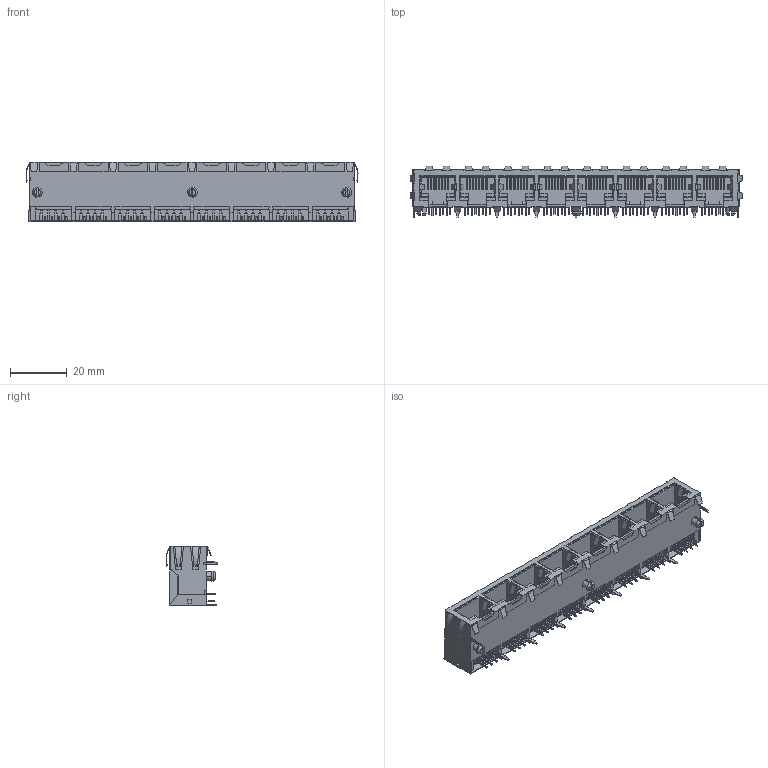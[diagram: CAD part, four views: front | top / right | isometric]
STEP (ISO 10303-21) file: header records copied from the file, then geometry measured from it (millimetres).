
FILE_DESCRIPTION((''),'2;1');
FILE_NAME('432238182','2019-02-27T',('gga'),(''),'PRO/ENGINEER BY PARAMETRIC TECHNOLOGY CORPORATION, 2016010','PRO/ENGINEER BY PARAMETRIC TECHNOLOGY CORPORATION, 2016010','');
FILE_SCHEMA(('CONFIG_CONTROL_DESIGN'));
Products named in the file (1): 432238182
Bounding box: 117.52 x 18.37 x 21.23 mm (x, y, z)
Volume: 20197.8 mm3; surface area: 18530.7 mm2
Topology: 1 solids, 1 shells, 2368 faces, 6580 edges, 4296 vertices
Faces by surface type: plane 2103, cylinder 161, bspline 98, cone 6
Entity records: 75636 total; most frequent: CARTESIAN_POINT 15852, ORIENTED_EDGE 12848, DIRECTION 11140, EDGE_CURVE 6424, VECTOR 6042, LINE 6042, VERTEX_POINT 4136, AXIS2_PLACEMENT_3D 2549
